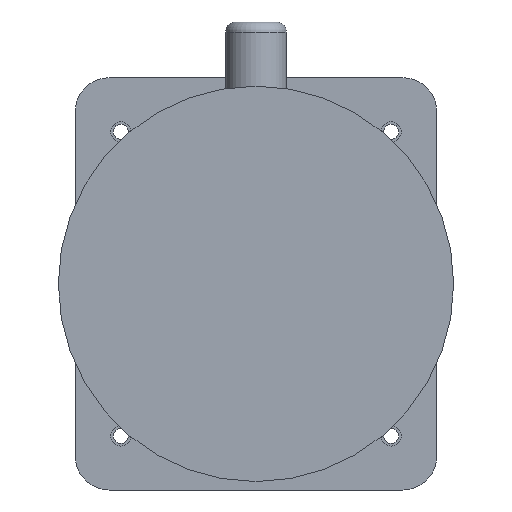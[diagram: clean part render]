
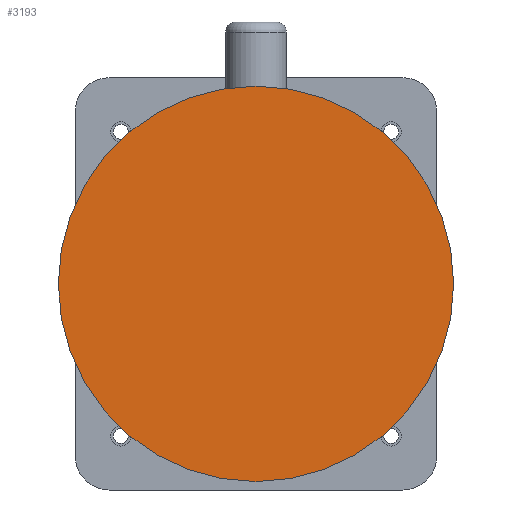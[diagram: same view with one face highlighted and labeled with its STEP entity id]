
A CAD part, front view. The second image highlights one B-rep face of the part: STEP entity #3193.
In plain terms, the highlighted planar face has unit normal (0, -1, 0).
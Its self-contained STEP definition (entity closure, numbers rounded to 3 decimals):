
#82 = CARTESIAN_POINT ( 'NONE',  ( 0., 0., 58.5 ) ) ;
#225 = CARTESIAN_POINT ( 'NONE',  ( 0., 0., 0. ) ) ;
#342 = CIRCLE ( 'NONE', #897, 58.5 ) ;
#482 = DIRECTION ( 'NONE',  ( 0., 0., 1. ) ) ;
#514 = VERTEX_POINT ( 'NONE', #82 ) ;
#536 = DIRECTION ( 'NONE',  ( 0., 0., 1. ) ) ;
#563 = AXIS2_PLACEMENT_3D ( 'NONE', #1908, #2206, #536 ) ;
#699 = PLANE ( 'NONE',  #1252 ) ;
#897 = AXIS2_PLACEMENT_3D ( 'NONE', #225, #1336, #482 ) ;
#1151 = FACE_OUTER_BOUND ( 'NONE', #3305, .T. ) ;
#1252 = AXIS2_PLACEMENT_3D ( 'NONE', #1532, #1825, #3211 ) ;
#1281 = EDGE_CURVE ( 'NONE', #2949, #514, #342, .T. ) ;
#1336 = DIRECTION ( 'NONE',  ( 0., 1., 0. ) ) ;
#1446 = EDGE_CURVE ( 'NONE', #514, #2949, #2448, .T. ) ;
#1532 = CARTESIAN_POINT ( 'NONE',  ( 0., 0., 0. ) ) ;
#1808 = ORIENTED_EDGE ( 'NONE', *, *, #1281, .F. ) ;
#1825 = DIRECTION ( 'NONE',  ( 0., 1., 0. ) ) ;
#1908 = CARTESIAN_POINT ( 'NONE',  ( 0., 0., 0. ) ) ;
#2206 = DIRECTION ( 'NONE',  ( 0., 1., 0. ) ) ;
#2448 = CIRCLE ( 'NONE', #563, 58.5 ) ;
#2802 = CARTESIAN_POINT ( 'NONE',  ( 0., 0., -58.5 ) ) ;
#2905 = ORIENTED_EDGE ( 'NONE', *, *, #1446, .F. ) ;
#2949 = VERTEX_POINT ( 'NONE', #2802 ) ;
#3193 = ADVANCED_FACE ( 'NONE', ( #1151 ), #699, .F. ) ;
#3211 = DIRECTION ( 'NONE',  ( 1., 0., 0. ) ) ;
#3305 = EDGE_LOOP ( 'NONE', ( #1808, #2905 ) ) ;
